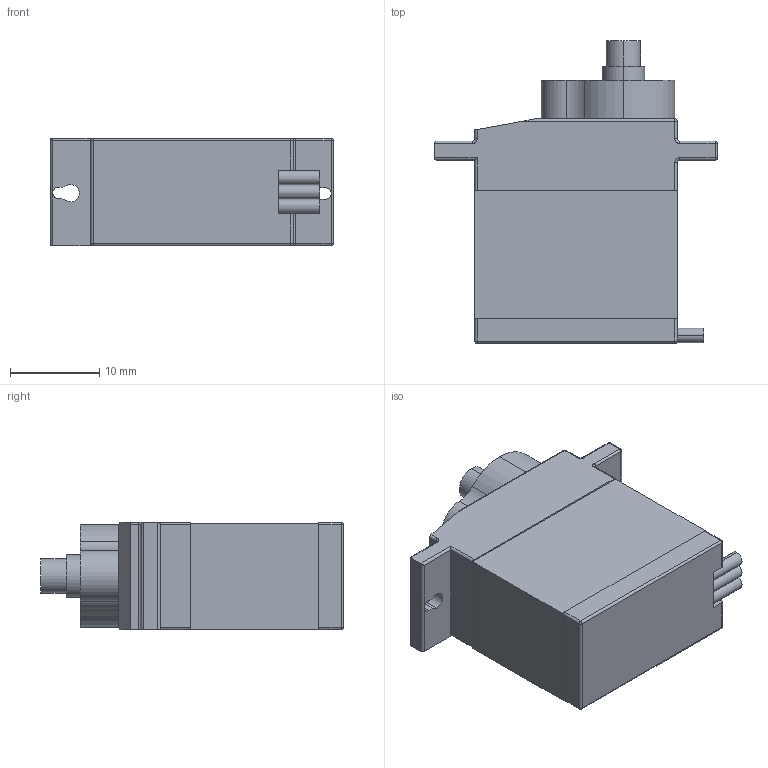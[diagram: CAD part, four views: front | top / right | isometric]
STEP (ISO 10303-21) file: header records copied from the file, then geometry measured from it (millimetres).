
FILE_DESCRIPTION (( 'STEP AP214' ), '1' );
FILE_NAME ('SERVO MG92B.STEP', '2024-07-13T18:08:42', ( '' ), ( '' ), 'SwSTEP 2.0', 'SolidWorks 2024', '' );
FILE_SCHEMA (( 'AUTOMOTIVE_DESIGN' ));
Length unit declared in the file: millimetre
Products named in the file (1): SERVO MG92B
Bounding box: 31.69 x 33.93 x 12.06 mm (x, y, z)
Volume: 7572.1 mm3; surface area: 4244.7 mm2
Topology: 9 solids, 9 shells, 131 faces, 311 edges, 185 vertices
Faces by surface type: cylinder 72, plane 44, sphere 10, torus 5
Entity records: 3810 total; most frequent: DIRECTION 703, CARTESIAN_POINT 636, ORIENTED_EDGE 602, EDGE_CURVE 301, AXIS2_PLACEMENT_3D 276, VERTEX_POINT 185, LINE 151, VECTOR 151
